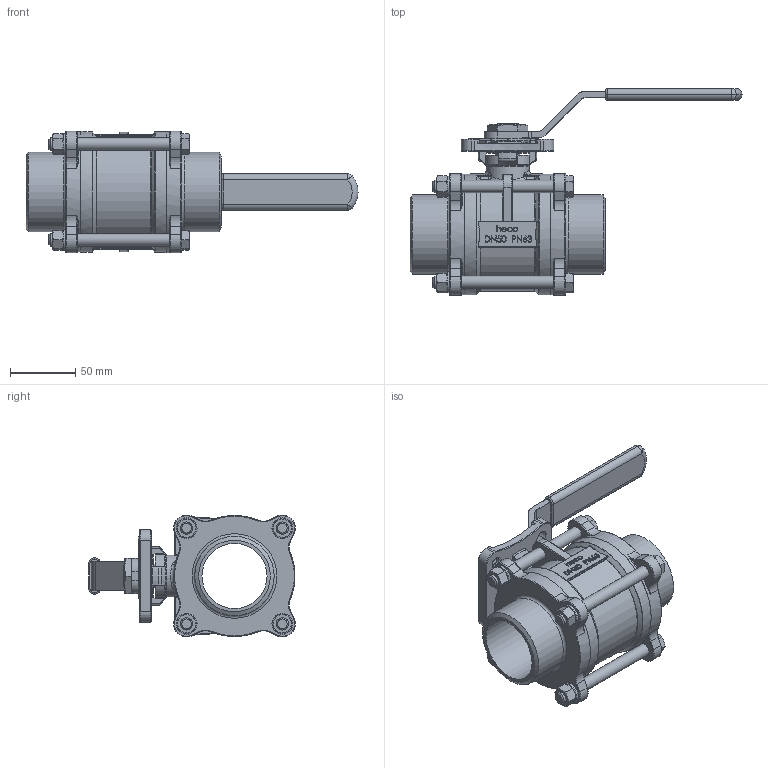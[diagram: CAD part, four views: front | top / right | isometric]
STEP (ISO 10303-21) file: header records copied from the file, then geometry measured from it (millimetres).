
FILE_DESCRIPTION (( 'STEP AP214' ), '1' );
FILE_NAME ('K3DA-200-0SS-4 Kugelhahn 3-teilig heco.STEP', '2015-11-26T08:09:13', ( 'test' ), ( '' ), 'SwSTEP 2.0', 'SolidWorks 2011', '' );
FILE_SCHEMA (( 'AUTOMOTIVE_DESIGN' ));
Length unit declared in the file: millimetre
Products named in the file (1): K3DA-200-0SS-4 Kugelhahn 3-teilig heco
Bounding box: 255 x 158.73 x 93.46 mm (x, y, z)
Volume: 603438.4 mm3; surface area: 125389.9 mm2
Topology: 1 solids, 1 shells, 1324 faces, 3317 edges, 2009 vertices
Faces by surface type: plane 430, bspline 364, cylinder 269, torus 151, cone 90, sphere 20
Full cylindrical faces by diameter (mm): 7 x1, 9.52 x8, 10 x10, 16 x4, 19 x1, 25 x1, 33 x1, 34 x2, 36 x1, 50 x1, 61 x2, 92.98 x2, 93 x2
Entity records: 70148 total; most frequent: CARTESIAN_POINT 27076, ORIENTED_EDGE 6356, DIRECTION 5064, EDGE_CURVE 3178, VERTEX_POINT 1987, AXIS2_PLACEMENT_3D 1853, EDGE_LOOP 1489, FACE_OUTER_BOUND 1373
